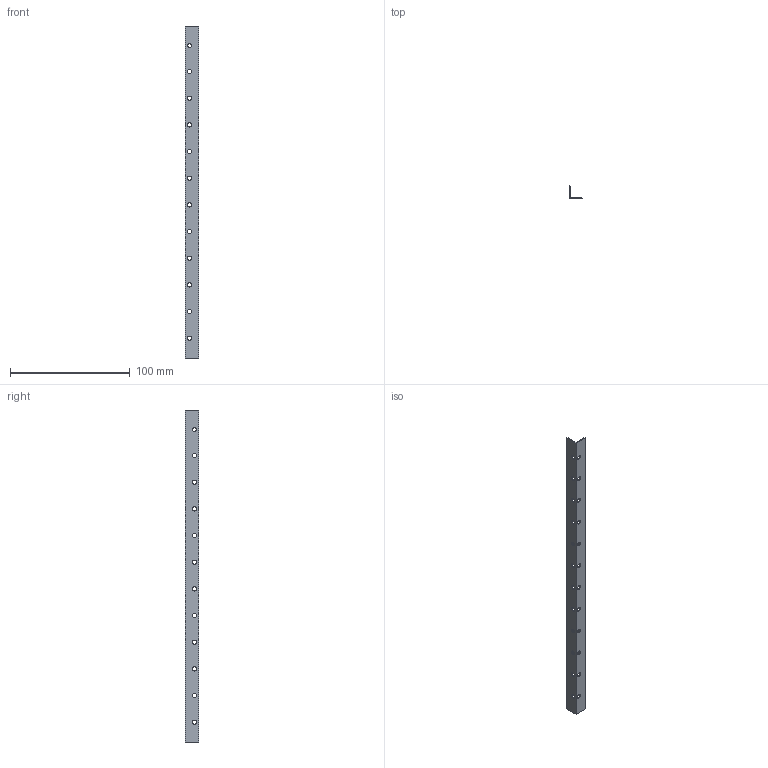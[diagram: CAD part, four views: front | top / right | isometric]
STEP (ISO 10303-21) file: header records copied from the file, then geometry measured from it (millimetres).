
FILE_DESCRIPTION(('HOOPS Exchange Step'),'2;1');
FILE_NAME('temp_export','2025-09-13T18:28:53+02:00',('cb'),('Shapr3D Limited'),'HOOPS Exchange 2025.5','Shapr3D','Authorized');
FILE_SCHEMA( ('AP242_MANAGED_MODEL_BASED_3D_ENGINEERING_MIM_LF {1 0 10303 442 1 1 4}') );
Length unit declared in the file: millimetre
Products named in the file (1): Guard-6U
Bounding box: 11 x 11 x 277 mm (x, y, z)
Volume: 4338.4 mm3; surface area: 11715.1 mm2
Topology: 1 solids, 1 shells, 32 faces, 114 edges, 84 vertices
Faces by surface type: cylinder 24, plane 8
Full cylindrical faces by diameter (mm): 3.2 x2, 3.5 x22
Entity records: 1434 total; most frequent: DIRECTION 254, CARTESIAN_POINT 232, ORIENTED_EDGE 228, EDGE_CURVE 114, AXIS2_PLACEMENT_3D 106, VERTEX_POINT 84, EDGE_LOOP 80, FACE_BOUND 80
